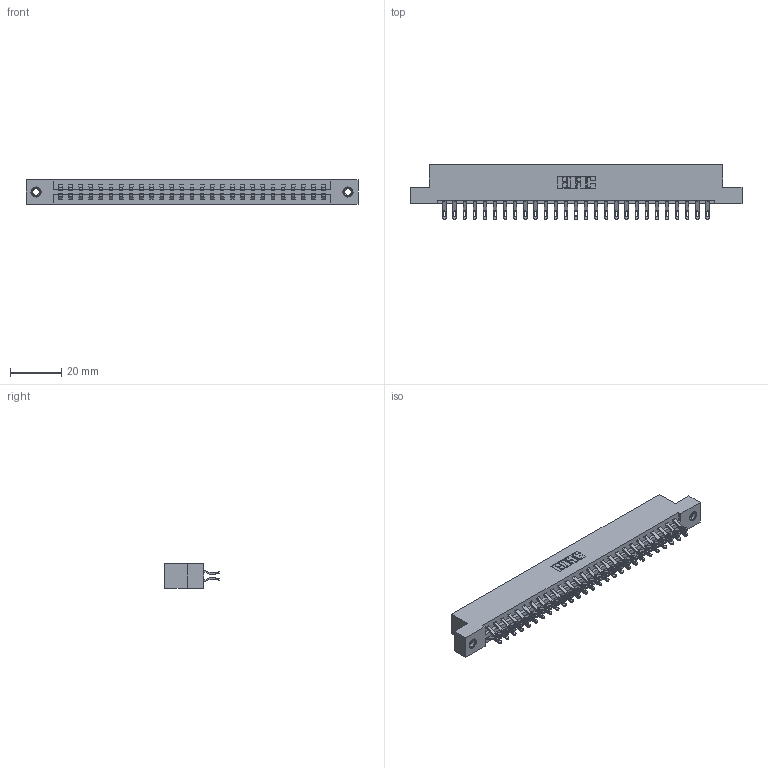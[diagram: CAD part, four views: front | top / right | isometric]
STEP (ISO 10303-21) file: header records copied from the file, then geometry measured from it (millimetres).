
FILE_DESCRIPTION (( 'STEP AP203' ), '1' );
FILE_NAME ('387-054-555-207.STEP', '2018-09-20T22:39:28', ( '' ), ( '' ), 'SwSTEP 2.0', 'SolidWorks 2016', '' );
FILE_SCHEMA (( 'CONFIG_CONTROL_DESIGN' ));
Length unit declared in the file: inch
Products named in the file (4): 337 Part_Flush Mounting Lugs - 0.156 Dia-TI; 345-292-001_555 Tail; 345-250-001_345-250-005-103; 387-054-555-207
Assembly tree (57 placements, depth 2):
  387-054-555-207
    337 Part_Flush Mounting Lugs - 0.156 Dia-TI
    345-292-001_555 Tail  x54
    345-250-001_345-250-005-103  x2
Bounding box: 130 x 21.47 x 9.4 mm (x, y, z)
Volume: 13643.6 mm3; surface area: 15904.6 mm2
Topology: 57 solids, 57 shells, 3414 faces, 10653 edges, 7094 vertices
Faces by surface type: plane 2046, cylinder 1352, cone 12, torus 4
Entity records: 24386 total; most frequent: CARTESIAN_POINT 4135, ORIENTED_EDGE 4034, DIRECTION 3547, EDGE_CURVE 2017, VECTOR 1849, LINE 1849, VERTEX_POINT 1340, AXIS2_PLACEMENT_3D 849
